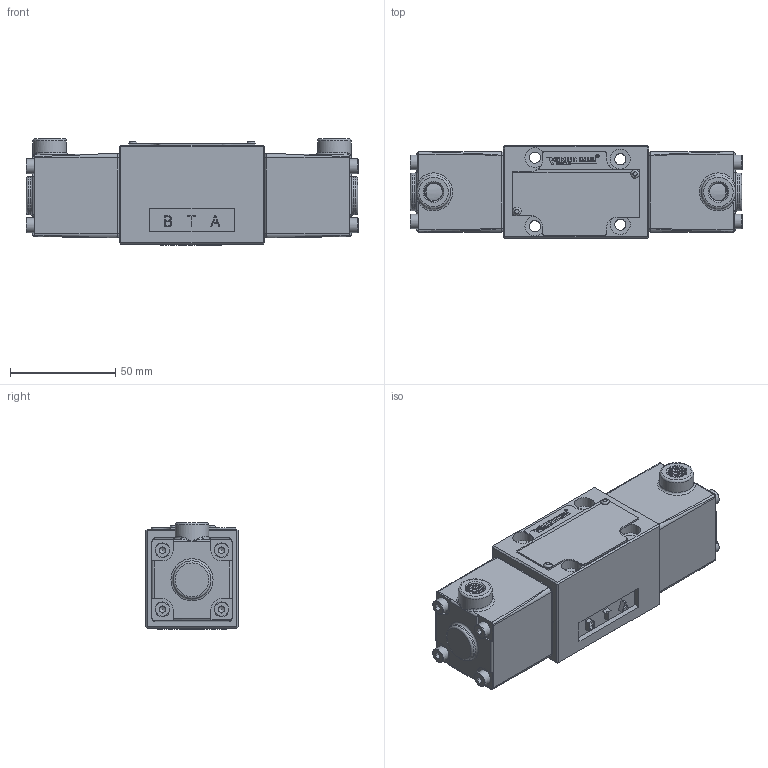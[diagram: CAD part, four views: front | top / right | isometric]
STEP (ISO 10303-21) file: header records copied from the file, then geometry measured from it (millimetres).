
FILE_DESCRIPTION(/* description */ (''),/* implementation_level */ '2;1');
FILE_NAME(/* name */ '4WP6-6XJ气控换向阀（三位阀）.prt.stp',/* time_stamp */ '2022-03-30T19:46:03+08:00',/* author */ (''),/* organization */ (''),/* preprocessor_version */ 'ST-DEVELOPER v16.7',/* originating_system */ 'SIEMENS PLM Software NX 12.0',/* authorisation */ '');
FILE_SCHEMA (('AUTOMOTIVE_DESIGN { 1 0 10303 214 3 1 1 1 }'));
Products named in the file (1): 4WP6-6XJ气控换向阀（三位阀）
Bounding box: 157.4 x 44 x 50.38 mm (x, y, z)
Volume: 253206.7 mm3; surface area: 62407.7 mm2
Topology: 43 solids, 44 shells, 1132 faces, 2915 edges, 1868 vertices
Faces by surface type: plane 772, cylinder 164, bspline 56, torus 54, cone 37, extrusion 27, sphere 22
Full cylindrical faces by diameter (mm): 1.8 x4, 2 x5, 2.5 x2, 3.3 x8, 4 x8, 4.2 x8, 5.3 x4, 5.5 x2, 7 x8, 9 x2, 9.4 x4, 12.2 x7, 16 x2, 18 x2, 34 x2
Entity records: 53253 total; most frequent: CARTESIAN_POINT 25211, ORIENTED_EDGE 5374, DIRECTION 5067, EDGE_CURVE 2687, VECTOR 1935, LINE 1908, VERTEX_POINT 1819, AXIS2_PLACEMENT_3D 1566
